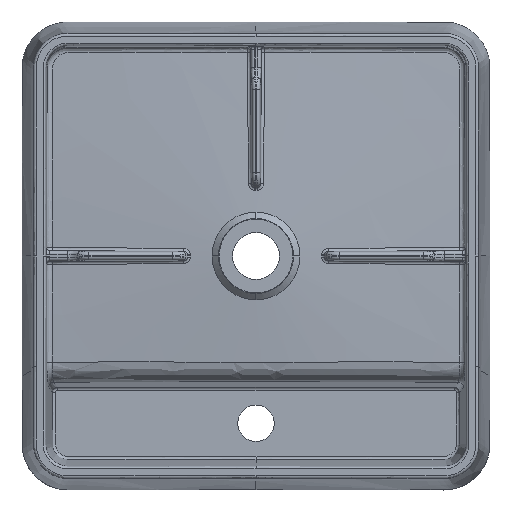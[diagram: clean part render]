
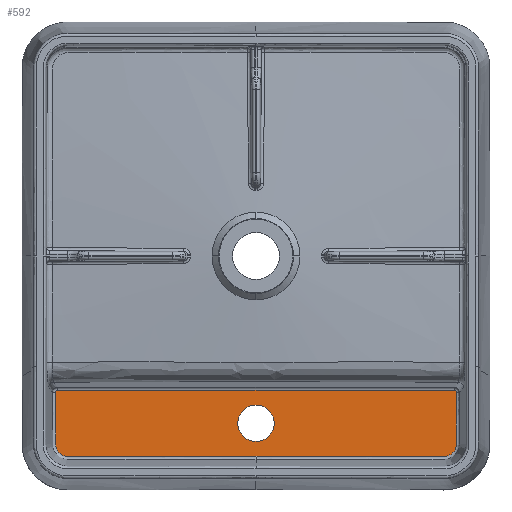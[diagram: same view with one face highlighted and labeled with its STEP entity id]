
A CAD part, front view. The second image highlights one B-rep face of the part: STEP entity #592.
In plain terms, the highlighted planar face has unit normal (0, -1, 0).
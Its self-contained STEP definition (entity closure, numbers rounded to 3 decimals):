
#221=CIRCLE('',#3013,17.5);
#342=PLANE('',#3014);
#361=LINE('',#4280,#379);
#379=VECTOR('',#3187,1.);
#592=ADVANCED_FACE('',(#792,#793),#342,.T.);
#792=FACE_BOUND('',#829,.T.);
#793=FACE_BOUND('',#830,.T.);
#829=EDGE_LOOP('',(#1135,#1136,#1137,#1138,#1139));
#830=EDGE_LOOP('',(#1140));
#1135=ORIENTED_EDGE('',*,*,#2318,.T.);
#1136=ORIENTED_EDGE('',*,*,#2319,.T.);
#1137=ORIENTED_EDGE('',*,*,#2320,.T.);
#1138=ORIENTED_EDGE('',*,*,#2321,.T.);
#1139=ORIENTED_EDGE('',*,*,#2322,.T.);
#1140=ORIENTED_EDGE('',*,*,#2323,.T.);
#2049=VERTEX_POINT('',#4261);
#2050=VERTEX_POINT('',#4262);
#2051=VERTEX_POINT('',#4279);
#2052=VERTEX_POINT('',#4281);
#2053=VERTEX_POINT('',#4298);
#2054=VERTEX_POINT('',#4322);
#2318=EDGE_CURVE('',#2049,#2050,#2769,.T.);
#2319=EDGE_CURVE('',#2050,#2051,#2770,.T.);
#2320=EDGE_CURVE('',#2051,#2052,#361,.T.);
#2321=EDGE_CURVE('',#2052,#2053,#2771,.T.);
#2322=EDGE_CURVE('',#2053,#2049,#2772,.T.);
#2323=EDGE_CURVE('',#2054,#2054,#221,.T.);
#2769=B_SPLINE_CURVE_WITH_KNOTS('',3,(#4237,#4238,#4239,#4240,#4241,#4242,
#4243,#4244,#4245,#4246,#4247,#4248,#4249,#4250,#4251,#4252,#4253,#4254,
#4255,#4256,#4257,#4258,#4259,#4260),.UNSPECIFIED.,.F.,.F.,(4,2,2,2,2,2,
2,2,2,2,2,4),(0.,0.5,0.625,0.688,
0.719,0.734,0.75,0.781,
0.797,0.813,0.875,1.),.UNSPECIFIED.);
#2770=B_SPLINE_CURVE_WITH_KNOTS('',3,(#4263,#4264,#4265,#4266,#4267,#4268,
#4269,#4270,#4271,#4272,#4273,#4274,#4275,#4276,#4277,#4278),
 .UNSPECIFIED.,.F.,.F.,(4,3,3,3,3,4),(0.,0.216,0.431,
0.646,0.861,1.),.UNSPECIFIED.);
#2771=B_SPLINE_CURVE_WITH_KNOTS('',3,(#4282,#4283,#4284,#4285,#4286,#4287,
#4288,#4289,#4290,#4291,#4292,#4293,#4294,#4295,#4296,#4297),
 .UNSPECIFIED.,.F.,.F.,(4,3,3,3,3,4),(0.,0.215,0.43,
0.644,0.859,1.),.UNSPECIFIED.);
#2772=B_SPLINE_CURVE_WITH_KNOTS('',3,(#4299,#4300,#4301,#4302,#4303,#4304,
#4305,#4306,#4307,#4308,#4309,#4310,#4311,#4312,#4313,#4314,#4315,#4316,
#4317,#4318,#4319,#4320),.UNSPECIFIED.,.F.,.F.,(4,2,2,2,2,2,2,2,2,2,4),
(0.,0.125,0.188,0.219,0.25,0.266,
0.281,0.313,0.375,0.5,
1.),.UNSPECIFIED.);
#3013=AXIS2_PLACEMENT_3D('',#4321,#3188,#3189);
#3014=AXIS2_PLACEMENT_3D('',#4323,#3190,#3191);
#3187=DIRECTION('',(-1.,0.,0.));
#3188=DIRECTION('',(0.,1.,0.));
#3189=DIRECTION('',(0.,0.,-1.));
#3190=DIRECTION('',(0.,-1.,0.));
#3191=DIRECTION('',(0.,0.,-1.));
#4237=CARTESIAN_POINT('',(0.,110.,-192.636));
#4238=CARTESIAN_POINT('',(41.528,110.,-192.63));
#4239=CARTESIAN_POINT('',(83.056,110.,-192.639));
#4240=CARTESIAN_POINT('',(134.967,110.,-192.655));
#4241=CARTESIAN_POINT('',(145.349,110.,-192.659));
#4242=CARTESIAN_POINT('',(160.922,110.,-192.669));
#4243=CARTESIAN_POINT('',(166.113,110.,-192.673));
#4244=CARTESIAN_POINT('',(173.899,110.,-192.678));
#4245=CARTESIAN_POINT('',(176.495,110.,-192.67));
#4246=CARTESIAN_POINT('',(180.388,110.,-192.669));
#4247=CARTESIAN_POINT('',(181.703,110.,-192.682));
#4248=CARTESIAN_POINT('',(184.237,110.,-192.171));
#4249=CARTESIAN_POINT('',(185.463,110.,-191.716));
#4250=CARTESIAN_POINT('',(188.834,110.,-189.787));
#4251=CARTESIAN_POINT('',(190.64,110.,-187.781));
#4252=CARTESIAN_POINT('',(192.185,110.,-184.199));
#4253=CARTESIAN_POINT('',(192.504,110.,-182.948));
#4254=CARTESIAN_POINT('',(192.732,110.,-180.35));
#4255=CARTESIAN_POINT('',(192.668,110.,-179.05));
#4256=CARTESIAN_POINT('',(192.678,110.,-172.552));
#4257=CARTESIAN_POINT('',(192.674,110.,-167.353));
#4258=CARTESIAN_POINT('',(192.663,110.,-151.757));
#4259=CARTESIAN_POINT('',(192.658,110.,-141.36));
#4260=CARTESIAN_POINT('',(192.655,110.,-130.962));
#4261=CARTESIAN_POINT('',(0.,110.,-192.636));
#4262=CARTESIAN_POINT('',(192.655,110.,-130.962));
#4263=CARTESIAN_POINT('',(192.655,110.,-130.962));
#4264=CARTESIAN_POINT('',(192.654,110.,-130.739));
#4265=CARTESIAN_POINT('',(192.616,110.,-130.512));
#4266=CARTESIAN_POINT('',(192.542,110.,-130.3));
#4267=CARTESIAN_POINT('',(192.468,110.,-130.089));
#4268=CARTESIAN_POINT('',(192.356,110.,-129.887));
#4269=CARTESIAN_POINT('',(192.216,110.,-129.713));
#4270=CARTESIAN_POINT('',(192.076,110.,-129.538));
#4271=CARTESIAN_POINT('',(191.905,110.,-129.386));
#4272=CARTESIAN_POINT('',(191.715,110.,-129.268));
#4273=CARTESIAN_POINT('',(191.526,110.,-129.151));
#4274=CARTESIAN_POINT('',(191.314,110.,-129.064));
#4275=CARTESIAN_POINT('',(191.097,110.,-129.016));
#4276=CARTESIAN_POINT('',(190.955,110.,-128.984));
#4277=CARTESIAN_POINT('',(190.808,110.,-128.968));
#4278=CARTESIAN_POINT('',(190.662,110.,-128.968));
#4279=CARTESIAN_POINT('',(190.662,110.,-128.968));
#4280=CARTESIAN_POINT('',(-290.,110.,-128.968));
#4281=CARTESIAN_POINT('',(-190.662,110.,-128.968));
#4282=CARTESIAN_POINT('',(-190.662,110.,-128.968));
#4283=CARTESIAN_POINT('',(-190.885,110.,-128.968));
#4284=CARTESIAN_POINT('',(-191.111,110.,-129.006));
#4285=CARTESIAN_POINT('',(-191.322,110.,-129.08));
#4286=CARTESIAN_POINT('',(-191.532,110.,-129.154));
#4287=CARTESIAN_POINT('',(-191.733,110.,-129.265));
#4288=CARTESIAN_POINT('',(-191.907,110.,-129.405));
#4289=CARTESIAN_POINT('',(-192.081,110.,-129.544));
#4290=CARTESIAN_POINT('',(-192.233,110.,-129.715));
#4291=CARTESIAN_POINT('',(-192.351,110.,-129.904));
#4292=CARTESIAN_POINT('',(-192.469,110.,-130.092));
#4293=CARTESIAN_POINT('',(-192.556,110.,-130.304));
#4294=CARTESIAN_POINT('',(-192.605,110.,-130.521));
#4295=CARTESIAN_POINT('',(-192.638,110.,-130.666));
#4296=CARTESIAN_POINT('',(-192.654,110.,-130.815));
#4297=CARTESIAN_POINT('',(-192.654,110.,-130.963));
#4298=CARTESIAN_POINT('',(-192.654,110.,-130.963));
#4299=CARTESIAN_POINT('',(-192.654,110.,-130.963));
#4300=CARTESIAN_POINT('',(-192.658,110.,-141.126));
#4301=CARTESIAN_POINT('',(-192.663,110.,-151.289));
#4302=CARTESIAN_POINT('',(-192.674,110.,-166.534));
#4303=CARTESIAN_POINT('',(-192.68,110.,-171.616));
#4304=CARTESIAN_POINT('',(-192.666,110.,-179.238));
#4305=CARTESIAN_POINT('',(-192.877,110.,-181.796));
#4306=CARTESIAN_POINT('',(-191.299,110.,-186.751));
#4307=CARTESIAN_POINT('',(-189.65,110.,-188.994));
#4308=CARTESIAN_POINT('',(-186.43,110.,-191.242));
#4309=CARTESIAN_POINT('',(-185.226,110.,-191.816));
#4310=CARTESIAN_POINT('',(-182.715,110.,-192.546));
#4311=CARTESIAN_POINT('',(-181.388,110.,-192.664));
#4312=CARTESIAN_POINT('',(-177.474,110.,-192.676));
#4313=CARTESIAN_POINT('',(-174.864,110.,-192.677));
#4314=CARTESIAN_POINT('',(-167.034,110.,-192.676));
#4315=CARTESIAN_POINT('',(-161.814,110.,-192.67));
#4316=CARTESIAN_POINT('',(-146.155,110.,-192.66));
#4317=CARTESIAN_POINT('',(-135.715,110.,-192.656));
#4318=CARTESIAN_POINT('',(-83.517,110.,-192.639));
#4319=CARTESIAN_POINT('',(-41.759,110.,-192.63));
#4320=CARTESIAN_POINT('',(0.,110.,-192.636));
#4321=CARTESIAN_POINT('',(0.001,110.,-160.826));
#4322=CARTESIAN_POINT('',(0.001,110.,-178.326));
#4323=CARTESIAN_POINT('',(-290.,110.,-225.66));
